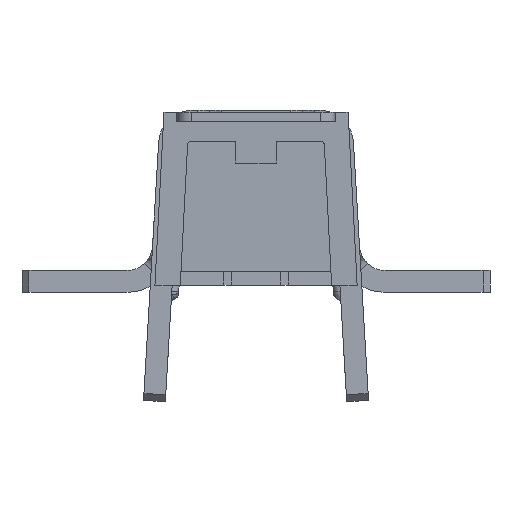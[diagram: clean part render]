
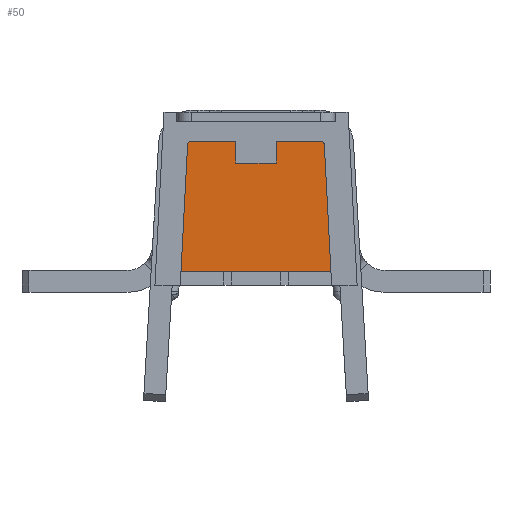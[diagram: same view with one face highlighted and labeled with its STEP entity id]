
A CAD part, front view. The second image highlights one B-rep face of the part: STEP entity #50.
In plain terms, the highlighted planar face has unit normal (0, -1, -0.018).
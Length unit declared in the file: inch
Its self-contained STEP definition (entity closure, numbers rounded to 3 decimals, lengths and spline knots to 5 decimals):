
#50 = ADVANCED_FACE ( 'NONE', ( #4169 ), #4983, .T. ) ;
#1150 = VERTEX_POINT ( 'NONE', #13007 ) ;
#1168 = VERTEX_POINT ( 'NONE', #13025 ) ;
#1172 = VERTEX_POINT ( 'NONE', #13029 ) ;
#1196 = VERTEX_POINT ( 'NONE', #13053 ) ;
#1203 = VERTEX_POINT ( 'NONE', #13060 ) ;
#1204 = VERTEX_POINT ( 'NONE', #13061 ) ;
#1207 = VERTEX_POINT ( 'NONE', #13064 ) ;
#1210 = VERTEX_POINT ( 'NONE', #13067 ) ;
#1213 = VERTEX_POINT ( 'NONE', #13070 ) ;
#1730 = EDGE_CURVE ( 'NONE', #1172, #1168, #16936, .T. ) ;
#1738 = EDGE_CURVE ( 'NONE', #1196, #1203, #16947, .T. ) ;
#1740 = EDGE_CURVE ( 'NONE', #1150, #14513, #4255, .T. ) ;
#1742 = EDGE_CURVE ( 'NONE', #14513, #1172, #16954, .T. ) ;
#1744 = EDGE_CURVE ( 'NONE', #1213, #1207, #4256, .T. ) ;
#1746 = EDGE_CURVE ( 'NONE', #1207, #1210, #16961, .T. ) ;
#1747 = EDGE_CURVE ( 'NONE', #1168, #1213, #16963, .T. ) ;
#1748 = EDGE_CURVE ( 'NONE', #1204, #1196, #16965, .T. ) ;
#1749 = EDGE_CURVE ( 'NONE', #1210, #1204, #16967, .T. ) ;
#1750 = EDGE_CURVE ( 'NONE', #1203, #1150, #16969, .T. ) ;
#2017 = AXIS2_PLACEMENT_3D ( 'NONE', #4987, #5000, #5001 ) ;
#2727 = EDGE_LOOP ( 'NONE', ( #3406, #3407, #3408, #3409, #3410, #3411, #3412, #3413, #3414, #3415 ) ) ;
#3406 = ORIENTED_EDGE ( 'NONE', *, *, #1740, .T. ) ;
#3407 = ORIENTED_EDGE ( 'NONE', *, *, #1742, .T. ) ;
#3408 = ORIENTED_EDGE ( 'NONE', *, *, #1730, .T. ) ;
#3409 = ORIENTED_EDGE ( 'NONE', *, *, #1747, .T. ) ;
#3410 = ORIENTED_EDGE ( 'NONE', *, *, #1744, .T. ) ;
#3411 = ORIENTED_EDGE ( 'NONE', *, *, #1746, .T. ) ;
#3412 = ORIENTED_EDGE ( 'NONE', *, *, #1749, .T. ) ;
#3413 = ORIENTED_EDGE ( 'NONE', *, *, #1748, .T. ) ;
#3414 = ORIENTED_EDGE ( 'NONE', *, *, #1738, .T. ) ;
#3415 = ORIENTED_EDGE ( 'NONE', *, *, #1750, .T. ) ;
#4169 = FACE_OUTER_BOUND ( 'NONE', #2727, .T. ) ;
#4255 =( BOUNDED_CURVE ( )  B_SPLINE_CURVE ( 3, ( #17885, #17899, #17900, #17901 ),
 .UNSPECIFIED., .F., .T. ) 
 B_SPLINE_CURVE_WITH_KNOTS ( ( 4, 4 ),
 ( 3.14159, 4.66003 ),
 .UNSPECIFIED. ) 
 CURVE ( )  GEOMETRIC_REPRESENTATION_ITEM ( )  RATIONAL_B_SPLINE_CURVE ( ( 1., 0.817, 0.817, 1. ) ) 
 REPRESENTATION_ITEM ( '' )  );
#4256 =( BOUNDED_CURVE ( )  B_SPLINE_CURVE ( 3, ( #17891, #17908, #17909, #17910 ),
 .UNSPECIFIED., .F., .T. ) 
 B_SPLINE_CURVE_WITH_KNOTS ( ( 4, 4 ),
 ( 1.62316, 3.14159 ),
 .UNSPECIFIED. ) 
 CURVE ( )  GEOMETRIC_REPRESENTATION_ITEM ( )  RATIONAL_B_SPLINE_CURVE ( ( 1., 0.817, 0.817, 1. ) ) 
 REPRESENTATION_ITEM ( '' )  );
#4983 = PLANE ( 'NONE',  #2017 ) ;
#4987 = CARTESIAN_POINT ( 'NONE',  ( 0.65078, -2.8805, -1.3825 ) ) ;
#5000 = DIRECTION ( 'NONE',  ( 0., -1., -0.017 ) ) ;
#5001 = DIRECTION ( 'NONE',  ( 0., -0.017, 1. ) ) ;
#13007 = CARTESIAN_POINT ( 'NONE',  ( -0.55736, -2.9, -0.2655 ) ) ;
#13025 = CARTESIAN_POINT ( 'NONE',  ( 0.64306, -2.8805, -1.3825 ) ) ;
#13029 = CARTESIAN_POINT ( 'NONE',  ( -0.64437, -2.8805, -1.3825 ) ) ;
#13053 = CARTESIAN_POINT ( 'NONE',  ( -0.17566, -2.89673, -0.453 ) ) ;
#13060 = CARTESIAN_POINT ( 'NONE',  ( -0.17566, -2.9, -0.2655 ) ) ;
#13061 = CARTESIAN_POINT ( 'NONE',  ( 0.17434, -2.89673, -0.453 ) ) ;
#13064 = CARTESIAN_POINT ( 'NONE',  ( 0.55605, -2.9, -0.2655 ) ) ;
#13067 = CARTESIAN_POINT ( 'NONE',  ( 0.17434, -2.9, -0.2655 ) ) ;
#13070 = CARTESIAN_POINT ( 'NONE',  ( 0.58601, -2.8995, -0.29393 ) ) ;
#14513 = VERTEX_POINT ( 'NONE', #24107 ) ;
#16936 = LINE ( 'NONE', #17875, #16937 ) ;
#16937 = VECTOR ( 'NONE', #17876, 39.37008 ) ;
#16946 = VECTOR ( 'NONE', #17896, 39.37008 ) ;
#16947 = LINE ( 'NONE', #17895, #16946 ) ;
#16954 = LINE ( 'NONE', #17904, #16955 ) ;
#16955 = VECTOR ( 'NONE', #17905, 39.37008 ) ;
#16961 = LINE ( 'NONE', #17914, #16962 ) ;
#16962 = VECTOR ( 'NONE', #17915, 39.37008 ) ;
#16963 = LINE ( 'NONE', #17916, #16964 ) ;
#16964 = VECTOR ( 'NONE', #17917, 39.37008 ) ;
#16965 = LINE ( 'NONE', #17918, #16966 ) ;
#16966 = VECTOR ( 'NONE', #17919, 39.37008 ) ;
#16967 = LINE ( 'NONE', #17920, #16968 ) ;
#16968 = VECTOR ( 'NONE', #17921, 39.37008 ) ;
#16969 = LINE ( 'NONE', #17922, #16970 ) ;
#16970 = VECTOR ( 'NONE', #17923, 39.37008 ) ;
#17875 = CARTESIAN_POINT ( 'NONE',  ( -0.00066, -2.8805, -1.3825 ) ) ;
#17876 = DIRECTION ( 'NONE',  ( 1., 0., 0. ) ) ;
#17885 = CARTESIAN_POINT ( 'NONE',  ( -0.55736, -2.9, -0.2655 ) ) ;
#17891 = CARTESIAN_POINT ( 'NONE',  ( 0.58601, -2.8995, -0.29393 ) ) ;
#17895 = CARTESIAN_POINT ( 'NONE',  ( -0.17566, -2.8805, -1.3825 ) ) ;
#17896 = DIRECTION ( 'NONE',  ( 0., -0.017, 1. ) ) ;
#17899 = CARTESIAN_POINT ( 'NONE',  ( -0.57421, -2.9, -0.2655 ) ) ;
#17900 = CARTESIAN_POINT ( 'NONE',  ( -0.58644, -2.8998, -0.2771 ) ) ;
#17901 = CARTESIAN_POINT ( 'NONE',  ( -0.58732, -2.8995, -0.29393 ) ) ;
#17904 = CARTESIAN_POINT ( 'NONE',  ( -0.58732, -2.8995, -0.29393 ) ) ;
#17905 = DIRECTION ( 'NONE',  ( -0.052, 0.017, -0.998 ) ) ;
#17908 = CARTESIAN_POINT ( 'NONE',  ( 0.58512, -2.8998, -0.2771 ) ) ;
#17909 = CARTESIAN_POINT ( 'NONE',  ( 0.5729, -2.9, -0.2655 ) ) ;
#17910 = CARTESIAN_POINT ( 'NONE',  ( 0.55605, -2.9, -0.2655 ) ) ;
#17914 = CARTESIAN_POINT ( 'NONE',  ( 0.3652, -2.9, -0.2655 ) ) ;
#17915 = DIRECTION ( 'NONE',  ( -1., 0., 0. ) ) ;
#17916 = CARTESIAN_POINT ( 'NONE',  ( 0.64306, -2.8805, -1.3825 ) ) ;
#17917 = DIRECTION ( 'NONE',  ( -0.052, -0.017, 0.998 ) ) ;
#17918 = CARTESIAN_POINT ( 'NONE',  ( -0.00066, -2.89673, -0.453 ) ) ;
#17919 = DIRECTION ( 'NONE',  ( -1., 0., 0. ) ) ;
#17920 = CARTESIAN_POINT ( 'NONE',  ( 0.17434, -2.8805, -1.3825 ) ) ;
#17921 = DIRECTION ( 'NONE',  ( 0., 0.017, -1. ) ) ;
#17922 = CARTESIAN_POINT ( 'NONE',  ( -0.36651, -2.9, -0.2655 ) ) ;
#17923 = DIRECTION ( 'NONE',  ( -1., 0., 0. ) ) ;
#24107 = CARTESIAN_POINT ( 'NONE',  ( -0.58732, -2.8995, -0.29393 ) ) ;
